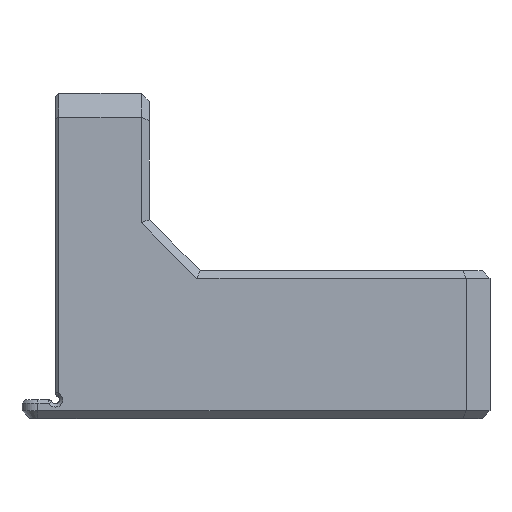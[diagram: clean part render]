
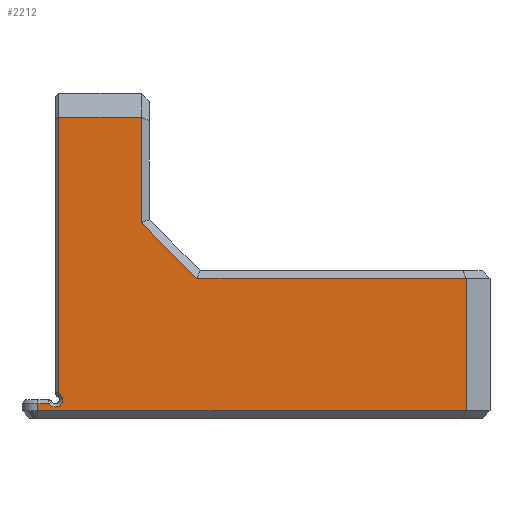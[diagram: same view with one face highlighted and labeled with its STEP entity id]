
A CAD part, left-side view. The second image highlights one B-rep face of the part: STEP entity #2212.
In plain terms, the highlighted planar face has unit normal (-1, 0, 0).
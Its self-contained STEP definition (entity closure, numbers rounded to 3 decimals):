
#115=CIRCLE('',#2402,0.1);
#116=CIRCLE('',#2403,0.9);
#117=CIRCLE('',#2404,0.1);
#225=FACE_OUTER_BOUND('',#365,.T.);
#365=EDGE_LOOP('',(#1856,#1857,#1858,#1859,#1860,#1861,#1862,#1863,#1864,
#1865,#1866,#1867));
#479=LINE('',#3340,#725);
#497=LINE('',#3376,#743);
#506=LINE('',#3394,#752);
#511=LINE('',#3403,#757);
#596=LINE('',#3608,#842);
#598=LINE('',#3613,#844);
#600=LINE('',#3619,#846);
#601=LINE('',#3621,#847);
#602=LINE('',#3628,#848);
#725=VECTOR('',#2659,10.);
#743=VECTOR('',#2689,10.);
#752=VECTOR('',#2710,10.);
#757=VECTOR('',#2717,10.);
#842=VECTOR('',#2918,10.);
#844=VECTOR('',#2924,10.);
#846=VECTOR('',#2930,10.);
#847=VECTOR('',#2931,10.);
#848=VECTOR('',#2938,10.);
#970=VERTEX_POINT('',#3337);
#971=VERTEX_POINT('',#3339);
#982=VERTEX_POINT('',#3370);
#986=VERTEX_POINT('',#3393);
#989=VERTEX_POINT('',#3401);
#1051=VERTEX_POINT('',#3604);
#1052=VERTEX_POINT('',#3612);
#1054=VERTEX_POINT('',#3618);
#1055=VERTEX_POINT('',#3620);
#1056=VERTEX_POINT('',#3622);
#1057=VERTEX_POINT('',#3624);
#1058=VERTEX_POINT('',#3626);
#1195=EDGE_CURVE('',#970,#971,#479,.T.);
#1213=EDGE_CURVE('',#971,#982,#497,.T.);
#1222=EDGE_CURVE('',#982,#986,#506,.T.);
#1227=EDGE_CURVE('',#989,#970,#511,.T.);
#1329=EDGE_CURVE('',#986,#1051,#596,.T.);
#1331=EDGE_CURVE('',#1051,#1052,#598,.T.);
#1334=EDGE_CURVE('',#1054,#989,#600,.T.);
#1335=EDGE_CURVE('',#1055,#1054,#601,.T.);
#1336=EDGE_CURVE('',#1056,#1055,#115,.T.);
#1337=EDGE_CURVE('',#1057,#1056,#116,.T.);
#1338=EDGE_CURVE('',#1058,#1057,#117,.T.);
#1339=EDGE_CURVE('',#1052,#1058,#602,.T.);
#1856=ORIENTED_EDGE('',*,*,#1227,.F.);
#1857=ORIENTED_EDGE('',*,*,#1334,.F.);
#1858=ORIENTED_EDGE('',*,*,#1335,.F.);
#1859=ORIENTED_EDGE('',*,*,#1336,.F.);
#1860=ORIENTED_EDGE('',*,*,#1337,.F.);
#1861=ORIENTED_EDGE('',*,*,#1338,.F.);
#1862=ORIENTED_EDGE('',*,*,#1339,.F.);
#1863=ORIENTED_EDGE('',*,*,#1331,.F.);
#1864=ORIENTED_EDGE('',*,*,#1329,.F.);
#1865=ORIENTED_EDGE('',*,*,#1222,.F.);
#1866=ORIENTED_EDGE('',*,*,#1213,.F.);
#1867=ORIENTED_EDGE('',*,*,#1195,.F.);
#2091=PLANE('',#2401);
#2212=ADVANCED_FACE('',(#225),#2091,.T.);
#2401=AXIS2_PLACEMENT_3D('',#3617,#2928,#2929);
#2402=AXIS2_PLACEMENT_3D('',#3623,#2932,#2933);
#2403=AXIS2_PLACEMENT_3D('',#3625,#2934,#2935);
#2404=AXIS2_PLACEMENT_3D('',#3627,#2936,#2937);
#2659=DIRECTION('',(0.,-0.707,-0.707));
#2689=DIRECTION('',(0.,-1.,0.));
#2710=DIRECTION('',(0.,0.,-1.));
#2717=DIRECTION('',(0.,0.,-1.));
#2918=DIRECTION('',(0.,1.,0.));
#2924=DIRECTION('',(0.,0.,1.));
#2928=DIRECTION('center_axis',(-1.,0.,0.));
#2929=DIRECTION('ref_axis',(0.,0.,-1.));
#2930=DIRECTION('',(0.,-1.,0.));
#2931=DIRECTION('',(0.,0.,1.));
#2932=DIRECTION('center_axis',(1.,0.,0.));
#2933=DIRECTION('ref_axis',(0.,0.866,-0.5));
#2934=DIRECTION('center_axis',(-1.,0.,0.));
#2935=DIRECTION('ref_axis',(0.,0.,-1.));
#2936=DIRECTION('center_axis',(1.,0.,0.));
#2937=DIRECTION('ref_axis',(0.,-0.5,0.866));
#2938=DIRECTION('',(0.,-1.,0.));
#3337=CARTESIAN_POINT('',(-15.,14.4,24.586));
#3339=CARTESIAN_POINT('',(-15.,7.414,17.6));
#3340=CARTESIAN_POINT('',(-15.,15.27,25.455));
#3370=CARTESIAN_POINT('',(-15.,-26.4,17.6));
#3376=CARTESIAN_POINT('',(-15.,25.2,17.6));
#3393=CARTESIAN_POINT('',(-15.,-26.4,1.));
#3394=CARTESIAN_POINT('',(-15.,-26.4,20.175));
#3401=CARTESIAN_POINT('',(-15.,14.4,37.85));
#3403=CARTESIAN_POINT('',(-15.,14.4,29.138));
#3604=CARTESIAN_POINT('',(-15.,27.4,1.));
#3608=CARTESIAN_POINT('',(-15.,25.2,1.));
#3612=CARTESIAN_POINT('',(-15.,27.4,1.95));
#3613=CARTESIAN_POINT('',(-15.,27.4,19.513));
#3617=CARTESIAN_POINT('Origin',(-15.,25.2,37.85));
#3618=CARTESIAN_POINT('',(-15.,24.8,37.85));
#3619=CARTESIAN_POINT('',(-15.,25.2,37.85));
#3620=CARTESIAN_POINT('',(-15.,24.8,3.216));
#3621=CARTESIAN_POINT('',(-15.,24.8,29.138));
#3622=CARTESIAN_POINT('',(-15.,24.75,3.129));
#3623=CARTESIAN_POINT('Origin',(-15.,24.7,3.216));
#3624=CARTESIAN_POINT('',(-15.,25.979,1.9));
#3625=CARTESIAN_POINT('Origin',(-15.,25.2,2.35));
#3626=CARTESIAN_POINT('',(-15.,26.066,1.95));
#3627=CARTESIAN_POINT('Origin',(-15.,26.066,1.85));
#3628=CARTESIAN_POINT('',(-15.,25.2,1.95));
